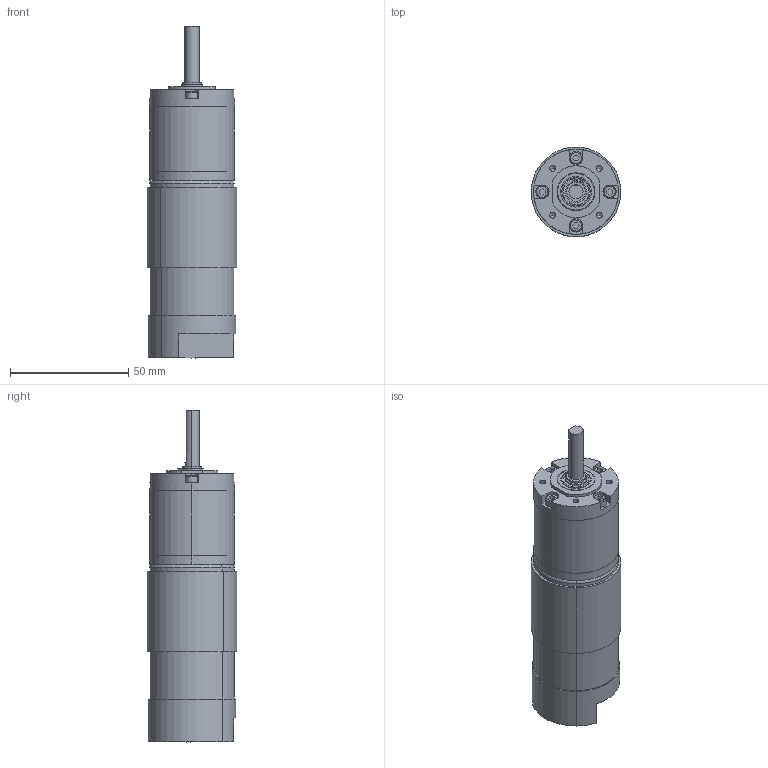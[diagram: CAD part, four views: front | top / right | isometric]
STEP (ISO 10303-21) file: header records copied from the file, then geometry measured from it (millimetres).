
FILE_DESCRIPTION (( 'STEP AP214' ), '1' );
FILE_NAME ('am-4609b NeveRest Orbital 51 Gearmotor.STEP', '2022-06-14T18:51:31', ( '' ), ( '' ), 'SwSTEP 2.0', 'SolidWorks 2021', '' );
FILE_SCHEMA (( 'AUTOMOTIVE_DESIGN' ));
Length unit declared in the file: inch
Products named in the file (9): NR Orbital 3 Stage Gearbox; 7804K117_STAINLESS STEEL BALL BEARING_7804K117; am-4609b NeveRest Orbital 51 Gearmotor; am-3104 NeveRest Motor; Shim; 97633A150_BLACK-FINISH STEEL EXTERNAL RETAINING RING_97633A150_grv; NeveRest Orbital 3 Stage Gearbox 6mm D; SHCS M3 x 16mm; am-4376 17T 0.5mod NeveRest Orbital Pinion
Assembly tree (11 placements, depth 3):
  am-4609b NeveRest Orbital 51 Gearmotor
    NR Orbital 3 Stage Gearbox
      NeveRest Orbital 3 Stage Gearbox 6mm D
      7804K117_STAINLESS STEEL BALL BEARING_7804K117
      97633A150_BLACK-FINISH STEEL EXTERNAL RETAINING RING_97633A150_grv
      Shim
      SHCS M3 x 16mm  x4
    am-3104 NeveRest Motor
    am-4376 17T 0.5mod NeveRest Orbital Pinion
Bounding box: 37.86 x 37.86 x 140.55 mm (x, y, z)
Volume: 117323.5 mm3; surface area: 24072.1 mm2
Topology: 25 solids, 25 shells, 679 faces, 1736 edges, 1134 vertices
Faces by surface type: plane 270, cylinder 199, bspline 126, cone 48, sphere 24, torus 12
Entity records: 30625 total; most frequent: CARTESIAN_POINT 11046, ORIENTED_EDGE 3076, DIRECTION 2750, EDGE_CURVE 1538, VERTEX_POINT 1020, AXIS2_PLACEMENT_3D 956, LINE 838, VECTOR 838
